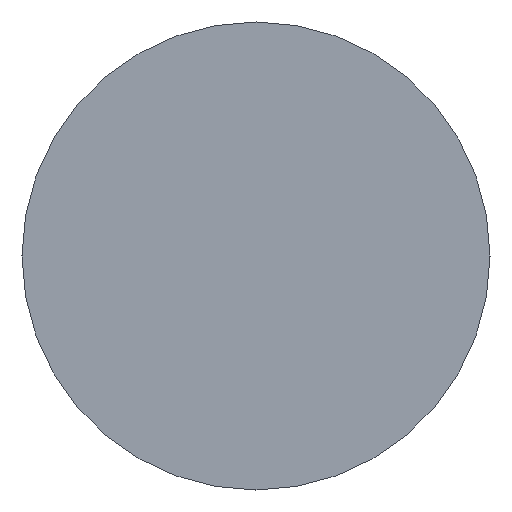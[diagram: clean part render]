
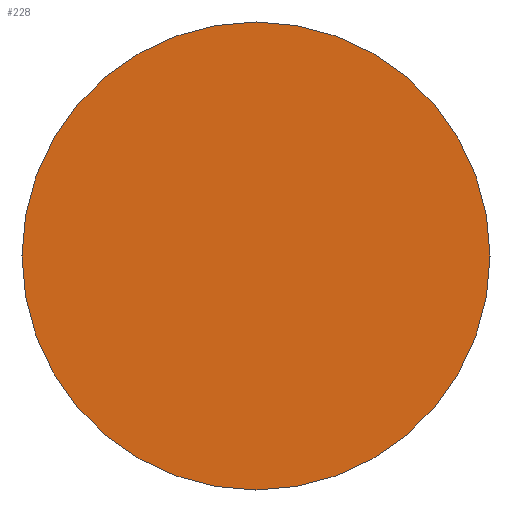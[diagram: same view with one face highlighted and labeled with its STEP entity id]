
A CAD part, left-side view. The second image highlights one B-rep face of the part: STEP entity #228.
In plain terms, the highlighted planar face has unit normal (-1, 0, 0).
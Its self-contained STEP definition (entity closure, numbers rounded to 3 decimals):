
#51 = FACE_OUTER_BOUND ( 'NONE', #3803, .T. ) ;
#101 = CIRCLE ( 'NONE', #4411, 3. ) ;
#138 = CIRCLE ( 'NONE', #4380, 3. ) ;
#228 = ADVANCED_FACE ( 'NONE', ( #51 ), #2693, .F. ) ;
#2688 = CARTESIAN_POINT ( 'NONE',  ( -36., 3., 0. ) ) ;
#2693 = PLANE ( 'NONE',  #4347 ) ;
#2700 = DIRECTION ( 'NONE',  ( 1., 0., 0. ) ) ;
#2701 = DIRECTION ( 'NONE',  ( 0., 0., -1. ) ) ;
#2928 = CARTESIAN_POINT ( 'NONE',  ( -36., 0., 0. ) ) ;
#2933 = DIRECTION ( 'NONE',  ( -1., 0., 0. ) ) ;
#2934 = DIRECTION ( 'NONE',  ( 0., 0., 1. ) ) ;
#3075 = CARTESIAN_POINT ( 'NONE',  ( -36., 0., 0. ) ) ;
#3084 = DIRECTION ( 'NONE',  ( -1., 0., 0. ) ) ;
#3085 = DIRECTION ( 'NONE',  ( 0., 0., 1. ) ) ;
#3600 = CARTESIAN_POINT ( 'NONE',  ( -36., 0., -3. ) ) ;
#3654 = CARTESIAN_POINT ( 'NONE',  ( -36., 0., 3. ) ) ;
#3739 = ORIENTED_EDGE ( 'NONE', *, *, #4453, .T. ) ;
#3803 = EDGE_LOOP ( 'NONE', ( #3861, #3739 ) ) ;
#3861 = ORIENTED_EDGE ( 'NONE', *, *, #4391, .T. ) ;
#4347 = AXIS2_PLACEMENT_3D ( 'NONE', #2688, #2700, #2701 ) ;
#4380 = AXIS2_PLACEMENT_3D ( 'NONE', #2928, #2933, #2934 ) ;
#4391 = EDGE_CURVE ( 'NONE', #4683, #4626, #138, .T. ) ;
#4411 = AXIS2_PLACEMENT_3D ( 'NONE', #3075, #3084, #3085 ) ;
#4453 = EDGE_CURVE ( 'NONE', #4626, #4683, #101, .T. ) ;
#4626 = VERTEX_POINT ( 'NONE', #3600 ) ;
#4683 = VERTEX_POINT ( 'NONE', #3654 ) ;
